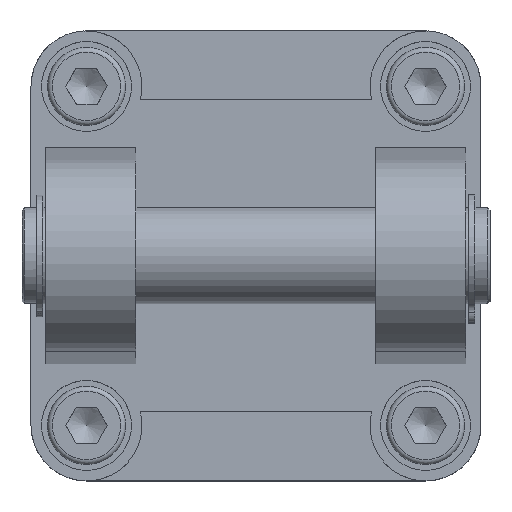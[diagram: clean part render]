
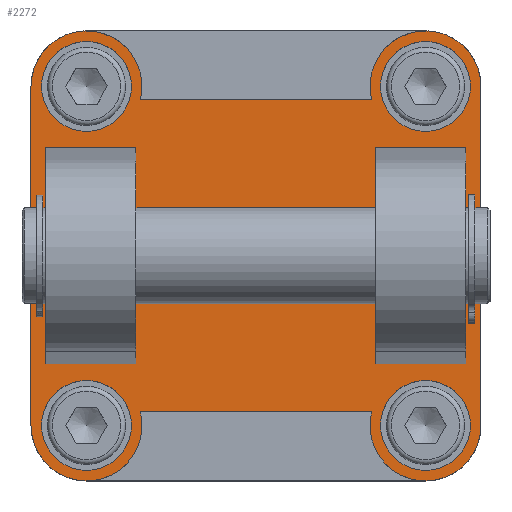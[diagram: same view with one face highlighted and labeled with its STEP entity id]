
A CAD part, top view. The second image highlights one B-rep face of the part: STEP entity #2272.
In plain terms, the highlighted planar face has unit normal (0, 0, 1).
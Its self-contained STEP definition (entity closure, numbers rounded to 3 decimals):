
#124=LINE('',#3737,#252);
#126=LINE('',#3743,#254);
#128=LINE('',#3752,#256);
#129=LINE('',#3756,#257);
#130=LINE('',#3760,#258);
#131=LINE('',#3763,#259);
#132=LINE('',#3765,#260);
#133=LINE('',#3767,#261);
#134=LINE('',#3768,#262);
#135=LINE('',#3778,#263);
#136=LINE('',#3780,#264);
#137=LINE('',#3781,#265);
#252=VECTOR('',#3055,36.);
#254=VECTOR('',#3059,36.);
#256=VECTOR('',#3067,56.5);
#257=VECTOR('',#3070,38.556);
#258=VECTOR('',#3073,56.5);
#259=VECTOR('',#3076,38.556);
#260=VECTOR('',#3077,15.);
#261=VECTOR('',#3078,36.);
#262=VECTOR('',#3079,15.);
#263=VECTOR('',#3088,15.);
#264=VECTOR('',#3089,15.);
#265=VECTOR('',#3090,36.);
#417=FACE_BOUND('',#745,.T.);
#418=FACE_BOUND('',#746,.T.);
#419=FACE_BOUND('',#747,.T.);
#420=FACE_BOUND('',#748,.T.);
#421=FACE_BOUND('',#749,.T.);
#422=FACE_BOUND('',#750,.T.);
#548=FACE_OUTER_BOUND('',#744,.T.);
#744=EDGE_LOOP('',(#1802,#1803,#1804,#1805,#1806,#1807,#1808,#1809));
#745=EDGE_LOOP('',(#1810,#1811,#1812,#1813));
#746=EDGE_LOOP('',(#1814));
#747=EDGE_LOOP('',(#1815));
#748=EDGE_LOOP('',(#1816));
#749=EDGE_LOOP('',(#1817));
#750=EDGE_LOOP('',(#1818,#1819,#1820,#1821));
#900=CIRCLE('',#2510,9.25);
#901=CIRCLE('',#2511,9.25);
#902=CIRCLE('',#2512,9.25);
#903=CIRCLE('',#2513,9.25);
#904=CIRCLE('',#2514,7.5);
#905=CIRCLE('',#2515,7.5);
#906=CIRCLE('',#2516,7.5);
#907=CIRCLE('',#2517,7.5);
#1076=VERTEX_POINT('',#3730);
#1079=VERTEX_POINT('',#3735);
#1081=VERTEX_POINT('',#3740);
#1082=VERTEX_POINT('',#3742);
#1084=VERTEX_POINT('',#3748);
#1085=VERTEX_POINT('',#3749);
#1086=VERTEX_POINT('',#3751);
#1087=VERTEX_POINT('',#3753);
#1088=VERTEX_POINT('',#3755);
#1089=VERTEX_POINT('',#3757);
#1090=VERTEX_POINT('',#3759);
#1091=VERTEX_POINT('',#3761);
#1092=VERTEX_POINT('',#3764);
#1093=VERTEX_POINT('',#3766);
#1094=VERTEX_POINT('',#3769);
#1095=VERTEX_POINT('',#3771);
#1096=VERTEX_POINT('',#3773);
#1097=VERTEX_POINT('',#3775);
#1098=VERTEX_POINT('',#3777);
#1099=VERTEX_POINT('',#3779);
#1333=EDGE_CURVE('',#1076,#1079,#124,.T.);
#1335=EDGE_CURVE('',#1082,#1081,#126,.T.);
#1338=EDGE_CURVE('',#1084,#1085,#900,.T.);
#1339=EDGE_CURVE('',#1086,#1085,#128,.T.);
#1340=EDGE_CURVE('',#1087,#1086,#901,.T.);
#1341=EDGE_CURVE('',#1087,#1088,#129,.T.);
#1342=EDGE_CURVE('',#1088,#1089,#902,.T.);
#1343=EDGE_CURVE('',#1090,#1089,#130,.T.);
#1344=EDGE_CURVE('',#1091,#1090,#903,.T.);
#1345=EDGE_CURVE('',#1091,#1084,#131,.T.);
#1346=EDGE_CURVE('',#1079,#1092,#132,.T.);
#1347=EDGE_CURVE('',#1092,#1093,#133,.T.);
#1348=EDGE_CURVE('',#1093,#1076,#134,.T.);
#1349=EDGE_CURVE('',#1094,#1094,#904,.T.);
#1350=EDGE_CURVE('',#1095,#1095,#905,.T.);
#1351=EDGE_CURVE('',#1096,#1096,#906,.T.);
#1352=EDGE_CURVE('',#1097,#1097,#907,.T.);
#1353=EDGE_CURVE('',#1098,#1082,#135,.T.);
#1354=EDGE_CURVE('',#1081,#1099,#136,.T.);
#1355=EDGE_CURVE('',#1099,#1098,#137,.T.);
#1802=ORIENTED_EDGE('',*,*,#1338,.T.);
#1803=ORIENTED_EDGE('',*,*,#1339,.F.);
#1804=ORIENTED_EDGE('',*,*,#1340,.F.);
#1805=ORIENTED_EDGE('',*,*,#1341,.T.);
#1806=ORIENTED_EDGE('',*,*,#1342,.T.);
#1807=ORIENTED_EDGE('',*,*,#1343,.F.);
#1808=ORIENTED_EDGE('',*,*,#1344,.F.);
#1809=ORIENTED_EDGE('',*,*,#1345,.T.);
#1810=ORIENTED_EDGE('',*,*,#1346,.T.);
#1811=ORIENTED_EDGE('',*,*,#1347,.T.);
#1812=ORIENTED_EDGE('',*,*,#1348,.T.);
#1813=ORIENTED_EDGE('',*,*,#1333,.T.);
#1814=ORIENTED_EDGE('',*,*,#1349,.T.);
#1815=ORIENTED_EDGE('',*,*,#1350,.T.);
#1816=ORIENTED_EDGE('',*,*,#1351,.T.);
#1817=ORIENTED_EDGE('',*,*,#1352,.T.);
#1818=ORIENTED_EDGE('',*,*,#1353,.T.);
#1819=ORIENTED_EDGE('',*,*,#1335,.T.);
#1820=ORIENTED_EDGE('',*,*,#1354,.T.);
#1821=ORIENTED_EDGE('',*,*,#1355,.T.);
#2004=PLANE('',#2509);
#2272=ADVANCED_FACE('',(#548,#417,#418,#419,#420,#421,#422),#2004,.T.);
#2509=AXIS2_PLACEMENT_3D('',#3747,#3063,#3064);
#2510=AXIS2_PLACEMENT_3D('',#3750,#3065,#3066);
#2511=AXIS2_PLACEMENT_3D('',#3754,#3068,#3069);
#2512=AXIS2_PLACEMENT_3D('',#3758,#3071,#3072);
#2513=AXIS2_PLACEMENT_3D('',#3762,#3074,#3075);
#2514=AXIS2_PLACEMENT_3D('',#3770,#3080,#3081);
#2515=AXIS2_PLACEMENT_3D('',#3772,#3082,#3083);
#2516=AXIS2_PLACEMENT_3D('',#3774,#3084,#3085);
#2517=AXIS2_PLACEMENT_3D('',#3776,#3086,#3087);
#3055=DIRECTION('',(0.,1.,0.));
#3059=DIRECTION('',(0.,-1.,0.));
#3063=DIRECTION('center_axis',(0.,0.,1.));
#3064=DIRECTION('ref_axis',(1.,0.,0.));
#3065=DIRECTION('center_axis',(0.,0.,1.));
#3066=DIRECTION('ref_axis',(0.97,-0.243,0.));
#3067=DIRECTION('',(0.,-1.,0.));
#3068=DIRECTION('center_axis',(0.,0.,-1.));
#3069=DIRECTION('ref_axis',(-1.,0.,0.));
#3070=DIRECTION('',(-1.,0.,0.));
#3071=DIRECTION('center_axis',(0.,0.,1.));
#3072=DIRECTION('ref_axis',(-0.97,0.243,0.));
#3073=DIRECTION('',(0.,1.,0.));
#3074=DIRECTION('center_axis',(0.,0.,-1.));
#3075=DIRECTION('ref_axis',(1.,0.,0.));
#3076=DIRECTION('',(1.,0.,0.));
#3077=DIRECTION('',(1.,0.,0.));
#3078=DIRECTION('',(0.,-1.,0.));
#3079=DIRECTION('',(-1.,0.,0.));
#3080=DIRECTION('center_axis',(0.,0.,-1.));
#3081=DIRECTION('ref_axis',(1.,0.,0.));
#3082=DIRECTION('center_axis',(0.,0.,-1.));
#3083=DIRECTION('ref_axis',(1.,0.,0.));
#3084=DIRECTION('center_axis',(0.,0.,-1.));
#3085=DIRECTION('ref_axis',(1.,0.,0.));
#3086=DIRECTION('center_axis',(0.,0.,-1.));
#3087=DIRECTION('ref_axis',(1.,0.,0.));
#3088=DIRECTION('',(1.,0.,0.));
#3089=DIRECTION('',(-1.,0.,0.));
#3090=DIRECTION('',(0.,1.,0.));
#3730=CARTESIAN_POINT('',(20.,-18.,11.));
#3735=CARTESIAN_POINT('',(20.,18.,11.));
#3737=CARTESIAN_POINT('',(20.,0.,11.));
#3740=CARTESIAN_POINT('',(-20.,-18.,11.));
#3742=CARTESIAN_POINT('',(-20.,18.,11.));
#3743=CARTESIAN_POINT('',(-20.,0.,11.));
#3747=CARTESIAN_POINT('Origin',(0.,0.,11.));
#3748=CARTESIAN_POINT('',(19.278,-26.,11.));
#3749=CARTESIAN_POINT('',(37.5,-28.25,11.));
#3750=CARTESIAN_POINT('Origin',(28.25,-28.25,11.));
#3751=CARTESIAN_POINT('',(37.5,28.25,11.));
#3752=CARTESIAN_POINT('',(37.5,28.25,11.));
#3753=CARTESIAN_POINT('',(19.278,26.,11.));
#3754=CARTESIAN_POINT('Origin',(28.25,28.25,11.));
#3755=CARTESIAN_POINT('',(-19.278,26.,11.));
#3756=CARTESIAN_POINT('',(-9.639,26.,11.));
#3757=CARTESIAN_POINT('',(-37.5,28.25,11.));
#3758=CARTESIAN_POINT('Origin',(-28.25,28.25,11.));
#3759=CARTESIAN_POINT('',(-37.5,-28.25,11.));
#3760=CARTESIAN_POINT('',(-37.5,-28.25,11.));
#3761=CARTESIAN_POINT('',(-19.278,-26.,11.));
#3762=CARTESIAN_POINT('Origin',(-28.25,-28.25,11.));
#3763=CARTESIAN_POINT('',(9.639,-26.,11.));
#3764=CARTESIAN_POINT('',(35.,18.,11.));
#3765=CARTESIAN_POINT('',(17.5,18.,11.));
#3766=CARTESIAN_POINT('',(35.,-18.,11.));
#3767=CARTESIAN_POINT('',(35.,0.,11.));
#3768=CARTESIAN_POINT('',(17.5,-18.,11.));
#3769=CARTESIAN_POINT('',(-20.75,-28.25,11.));
#3770=CARTESIAN_POINT('Origin',(-28.25,-28.25,11.));
#3771=CARTESIAN_POINT('',(35.75,28.25,11.));
#3772=CARTESIAN_POINT('Origin',(28.25,28.25,11.));
#3773=CARTESIAN_POINT('',(-20.75,28.25,11.));
#3774=CARTESIAN_POINT('Origin',(-28.25,28.25,11.));
#3775=CARTESIAN_POINT('',(35.75,-28.25,11.));
#3776=CARTESIAN_POINT('Origin',(28.25,-28.25,11.));
#3777=CARTESIAN_POINT('',(-35.,18.,11.));
#3778=CARTESIAN_POINT('',(-17.5,18.,11.));
#3779=CARTESIAN_POINT('',(-35.,-18.,11.));
#3780=CARTESIAN_POINT('',(-17.5,-18.,11.));
#3781=CARTESIAN_POINT('',(-35.,0.,11.));
